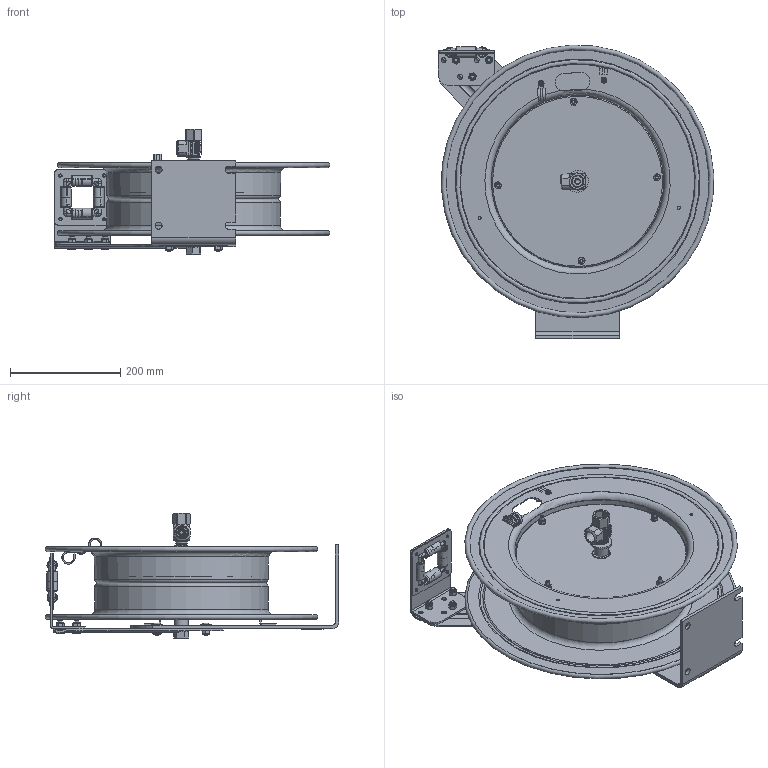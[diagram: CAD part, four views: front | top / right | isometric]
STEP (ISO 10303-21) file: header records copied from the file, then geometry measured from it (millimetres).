
FILE_DESCRIPTION(/* description */ (''),/* implementation_level */ '2;1');
FILE_NAME(/* name */ 'SHL-N-440_SHARED.stp',/* time_stamp */ '2020-02-11T09:30:54-07:00',/* author */ ('NMelton'),/* organization */ (''),/* preprocessor_version */ 'ST-DEVELOPER v17',/* originating_system */ 'Autodesk Inventor 2019',/* authorisation */ '');
FILE_SCHEMA (('AUTOMOTIVE_DESIGN { 1 0 10303 214 3 1 1 }'));
Products named in the file (1): SHL-N-440_SHARED
Bounding box: 500.31 x 533.08 x 228.37 mm (x, y, z)
Surface area: 1363189.5 mm2 (no closed solid volume)
Topology: 0 solids, 143 shells, 2369 faces, 9949 edges, 7395 vertices
Faces by surface type: plane 1201, cylinder 587, bspline 310, cone 167, torus 69, sphere 35
Full cylindrical faces by diameter (mm): 2.159 x2, 2.54 x1, 3.048 x1, 4.699 x4, 4.826 x2, 4.978 x2, 5.556 x2, 5.588 x4, 6.35 x8, 7.112 x1, 7.938 x3, 8.731 x7, 9.398 x1, 10.414 x2, 11.43 x3, 12.192 x7, 12.7 x2, 14.224 x1, 15.875 x1, 17.882 x1, 19.05 x5, 19.304 x1, 20.574 x3, 20.625 x1, 25.362 x1, 28.575 x1, 31.623 x1, 33.274 x1, 39.624 x1, 311.785 x1
Entity records: 109382 total; most frequent: CARTESIAN_POINT 30190, ORIENTED_EDGE 14752, DIRECTION 14499, EDGE_CURVE 9907, VERTEX_POINT 7395, LINE 5521, VECTOR 5521, AXIS2_PLACEMENT_3D 4489
